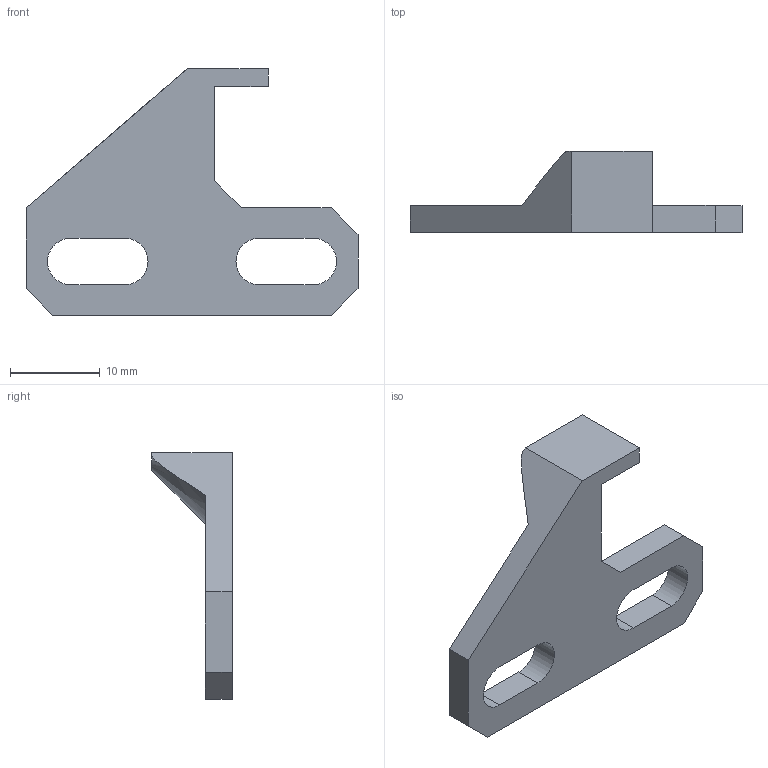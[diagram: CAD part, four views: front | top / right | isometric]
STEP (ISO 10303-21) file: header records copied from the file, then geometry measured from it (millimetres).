
FILE_DESCRIPTION(/* description */ (''),/* implementation_level */ '2;1');
FILE_NAME(/* name */ 'EndStop X Stop.step',/* time_stamp */ '2018-05-15T08:13:02+02:00',/* author */ (''),/* organization */ (''),/* preprocessor_version */ 'ST-DEVELOPER v17',/* originating_system */ 'Autodesk Translation Framework v7.1.0.215',/* authorisation */ '');
FILE_SCHEMA (('AUTOMOTIVE_DESIGN { 1 0 10303 214 3 1 1 }'));
Length unit declared in the file: millimetre
Products named in the file (1): EndStop X Stop
Bounding box: 37 x 9 x 27.5 mm (x, y, z)
Volume: 1810.1 mm3; surface area: 1761.7 mm2
Topology: 1 solids, 1 shells, 26 faces, 71 edges, 47 vertices
Faces by surface type: plane 21, cylinder 4, cone 1
Entity records: 864 total; most frequent: CARTESIAN_POINT 147, ORIENTED_EDGE 142, DIRECTION 134, EDGE_CURVE 71, LINE 60, VECTOR 60, VERTEX_POINT 47, AXIS2_PLACEMENT_3D 37
